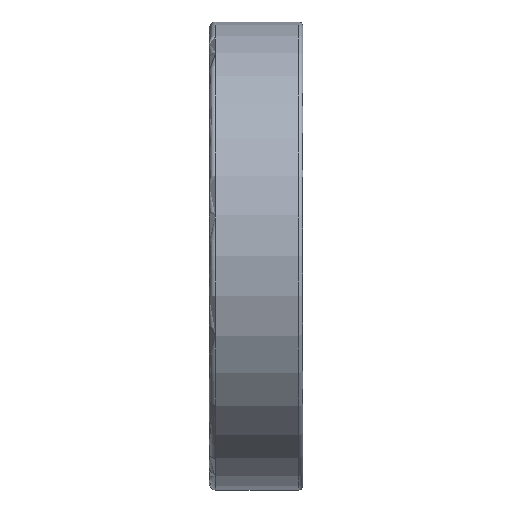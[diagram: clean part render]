
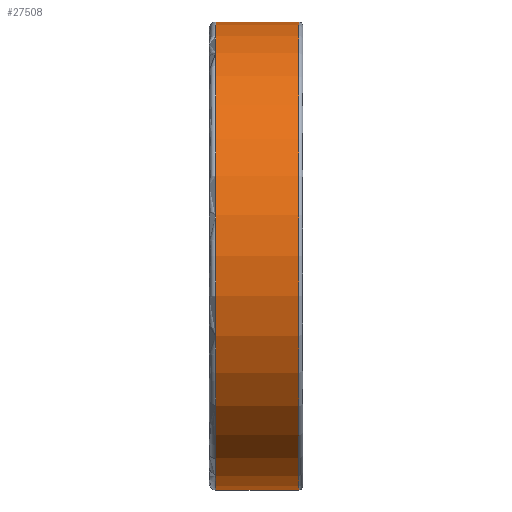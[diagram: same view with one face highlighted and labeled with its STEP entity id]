
A CAD part, top view. The second image highlights one B-rep face of the part: STEP entity #27508.
In plain terms, the highlighted cylindrical face has radius 55 mm (diameter 110 mm), a partial arc.
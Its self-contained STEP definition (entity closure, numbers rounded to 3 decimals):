
#18401=DIRECTION('',(-1.,0.,0.));
#18402=VECTOR('',#18401,19.5);
#18403=CARTESIAN_POINT('',(10.,55.,0.));
#18404=LINE('',#18403,#18402);
#18408=DIRECTION('',(-1.,0.,0.));
#18409=VECTOR('',#18408,19.5);
#18410=CARTESIAN_POINT('',(10.,-55.,0.));
#18411=LINE('',#18410,#18409);
#18423=CARTESIAN_POINT('',(10.,0.,0.));
#18424=DIRECTION('',(1.,0.,0.));
#18425=DIRECTION('',(0.,1.,0.));
#18426=AXIS2_PLACEMENT_3D('',#18423,#18424,#18425);
#18431=CARTESIAN_POINT('',(-9.5,0.,0.));
#18432=DIRECTION('',(1.,0.,0.));
#18433=DIRECTION('',(0.,1.,0.));
#18434=AXIS2_PLACEMENT_3D('',#18431,#18432,#18433);
#24766=CARTESIAN_POINT('',(10.,55.,0.));
#24767=CARTESIAN_POINT('',(-9.5,55.,0.));
#24768=VERTEX_POINT('',#24766);
#24769=VERTEX_POINT('',#24767);
#24778=CARTESIAN_POINT('',(10.,-55.,0.));
#24779=CARTESIAN_POINT('',(-9.5,-55.,0.));
#24780=VERTEX_POINT('',#24778);
#24781=VERTEX_POINT('',#24779);
#27496=CARTESIAN_POINT('',(-12.1,0.,0.));
#27497=DIRECTION('',(1.,0.,0.));
#27498=DIRECTION('',(0.,-1.,0.));
#27499=AXIS2_PLACEMENT_3D('',#27496,#27497,#27498);
#27500=CYLINDRICAL_SURFACE('',#27499,55.);
#27501=ORIENTED_EDGE('',*,*,#27486,.F.);
#27502=ORIENTED_EDGE('',*,*,#27463,.T.);
#27503=ORIENTED_EDGE('',*,*,#27490,.T.);
#27505=ORIENTED_EDGE('',*,*,#27504,.F.);
#27506=EDGE_LOOP('',(#27501,#27502,#27503,#27505));
#27507=FACE_OUTER_BOUND('',#27506,.F.);
#18427=CIRCLE('',#18426,55.);
#18435=CIRCLE('',#18434,55.);
#27463=EDGE_CURVE('',#24768,#24780,#18427,.T.);
#27486=EDGE_CURVE('',#24768,#24769,#18404,.T.);
#27490=EDGE_CURVE('',#24780,#24781,#18411,.T.);
#27504=EDGE_CURVE('',#24769,#24781,#18435,.T.);
#27508=ADVANCED_FACE('',(#27507),#27500,.T.);
